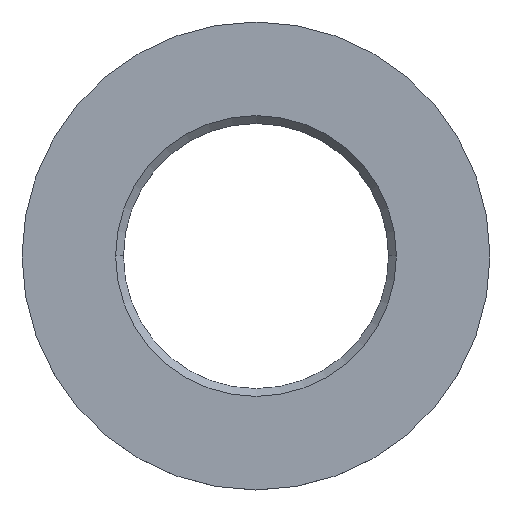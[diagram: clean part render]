
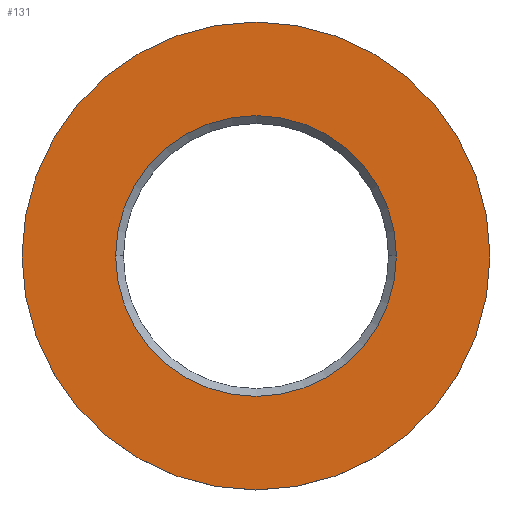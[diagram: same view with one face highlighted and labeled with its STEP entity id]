
A CAD part, top view. The second image highlights one B-rep face of the part: STEP entity #131.
In plain terms, the highlighted planar face has unit normal (0, 0, 1).
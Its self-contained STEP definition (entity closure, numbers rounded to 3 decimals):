
#73=EDGE_CURVE('',#87,#135,#176,.T.);
#77=VERTEX_POINT('',#181);
#87=VERTEX_POINT('',#193);
#89=EDGE_CURVE('',#135,#87,#195,.T.);
#103=EDGE_CURVE('',#77,#107,#210,.T.);
#107=VERTEX_POINT('',#215);
#109=EDGE_CURVE('',#107,#77,#217,.T.);
#131=ADVANCED_FACE('',(#242,#243),#244,.T.);
#135=VERTEX_POINT('',#248);
#176=CIRCLE('',#284,15.0);
#181=CARTESIAN_POINT('',(-9.0,0.,5.3));
#193=CARTESIAN_POINT('',(15.,0.,5.3));
#195=CIRCLE('',#305,15.0);
#210=CIRCLE('',#328,9.);
#215=CARTESIAN_POINT('',(9.,0.,5.3));
#217=CIRCLE('',#336,9.);
#242=FACE_OUTER_BOUND('',#362,.T.);
#243=FACE_BOUND('',#363,.T.);
#244=PLANE('',#364);
#248=CARTESIAN_POINT('',(-15.0,0.,5.3));
#284=AXIS2_PLACEMENT_3D('',#408,#409,#410);
#305=AXIS2_PLACEMENT_3D('',#438,#439,#440);
#328=AXIS2_PLACEMENT_3D('',#460,#461,#462);
#336=AXIS2_PLACEMENT_3D('',#471,#472,#473);
#362=EDGE_LOOP('',(#498,#499));
#363=EDGE_LOOP('',(#500,#501));
#364=AXIS2_PLACEMENT_3D('',#502,#503,#504);
#408=CARTESIAN_POINT('',(0.,0.,5.3));
#409=DIRECTION('',(-0.0,0.0,-1.0));
#410=DIRECTION('',(-1.0,0.,0.0));
#438=CARTESIAN_POINT('',(0.,0.,5.3));
#439=DIRECTION('',(-0.0,0.0,-1.0));
#440=DIRECTION('',(-1.0,0.,0.0));
#460=CARTESIAN_POINT('',(0.,0.,5.3));
#461=DIRECTION('',(-0.0,0.0,-1.0));
#462=DIRECTION('',(-1.0,0.,0.0));
#471=CARTESIAN_POINT('',(0.,0.,5.3));
#472=DIRECTION('',(-0.0,0.0,-1.0));
#473=DIRECTION('',(-1.0,0.,0.0));
#498=ORIENTED_EDGE('',*,*,#89,.F.);
#499=ORIENTED_EDGE('',*,*,#73,.F.);
#500=ORIENTED_EDGE('',*,*,#103,.T.);
#501=ORIENTED_EDGE('',*,*,#109,.T.);
#502=CARTESIAN_POINT('',(-12.0,0.,5.3));
#503=DIRECTION('',(0.0,0.0,1.0));
#504=DIRECTION('',(-1.0,0.,0.0));
